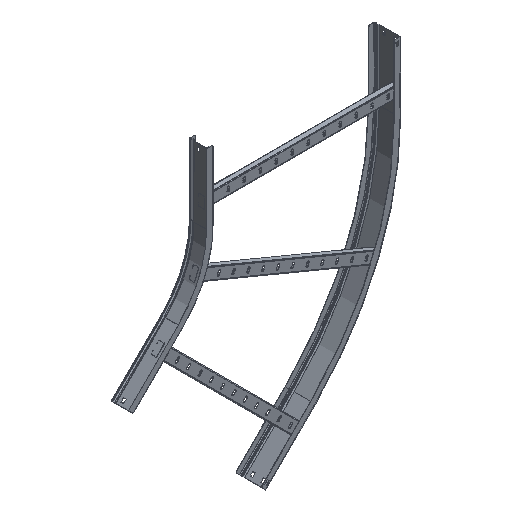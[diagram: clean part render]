
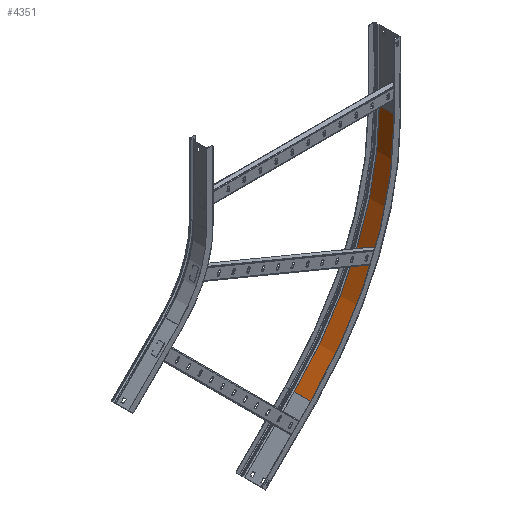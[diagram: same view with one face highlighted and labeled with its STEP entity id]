
A CAD part, isometric view. The second image highlights one B-rep face of the part: STEP entity #4351.
In plain terms, the highlighted cylindrical face has radius 898.8 mm (diameter 1797.6 mm), a partial arc.
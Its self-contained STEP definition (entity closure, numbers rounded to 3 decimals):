
#30 = CYLINDRICAL_SURFACE ( 'NONE', #4661, 898.8 ) ;
#736 = VERTEX_POINT ( 'NONE', #5821 ) ;
#1263 = CARTESIAN_POINT ( 'NONE',  ( 0., 1.2, 0. ) ) ;
#1343 = EDGE_CURVE ( 'NONE', #2455, #1440, #2169, .T. ) ;
#1440 = VERTEX_POINT ( 'NONE', #4340 ) ;
#1670 = ORIENTED_EDGE ( 'NONE', *, *, #1739, .T. ) ;
#1721 = ORIENTED_EDGE ( 'NONE', *, *, #4632, .F. ) ;
#1739 = EDGE_CURVE ( 'NONE', #1440, #7487, #4437, .T. ) ;
#1926 = EDGE_CURVE ( 'NONE', #736, #7487, #7871, .T. ) ;
#2169 = CIRCLE ( 'NONE', #5800, 898.8 ) ;
#2419 = DIRECTION ( 'NONE',  ( 0., -1., 0. ) ) ;
#2455 = VERTEX_POINT ( 'NONE', #5462 ) ;
#3190 = DIRECTION ( 'NONE',  ( 0., 0., 1. ) ) ;
#3249 = CARTESIAN_POINT ( 'NONE',  ( 898.8, 0., 0. ) ) ;
#3758 = EDGE_LOOP ( 'NONE', ( #1670, #4323, #1721, #7781 ) ) ;
#4323 = ORIENTED_EDGE ( 'NONE', *, *, #1926, .F. ) ;
#4340 = CARTESIAN_POINT ( 'NONE',  ( 898.8, 1.2, 0. ) ) ;
#4351 = ADVANCED_FACE ( 'NONE', ( #7610 ), #30, .F. ) ;
#4382 = AXIS2_PLACEMENT_3D ( 'NONE', #8205, #2419, #6256 ) ;
#4437 = LINE ( 'NONE', #3249, #5008 ) ;
#4632 = EDGE_CURVE ( 'NONE', #2455, #736, #7605, .T. ) ;
#4661 = AXIS2_PLACEMENT_3D ( 'NONE', #7657, #8260, #6945 ) ;
#4786 = DIRECTION ( 'NONE',  ( 0., 1., 0. ) ) ;
#5008 = VECTOR ( 'NONE', #8362, 1000. ) ;
#5462 = CARTESIAN_POINT ( 'NONE',  ( 635.548, 1.2, -635.548 ) ) ;
#5601 = CARTESIAN_POINT ( 'NONE',  ( 898.8, 64.965, 0. ) ) ;
#5800 = AXIS2_PLACEMENT_3D ( 'NONE', #1263, #7145, #3190 ) ;
#5821 = CARTESIAN_POINT ( 'NONE',  ( 635.548, 64.965, -635.548 ) ) ;
#6256 = DIRECTION ( 'NONE',  ( 0., 0., -1. ) ) ;
#6681 = CARTESIAN_POINT ( 'NONE',  ( 635.548, 2.2, -635.548 ) ) ;
#6945 = DIRECTION ( 'NONE',  ( 0., 0., 1. ) ) ;
#7145 = DIRECTION ( 'NONE',  ( 0., -1., 0. ) ) ;
#7487 = VERTEX_POINT ( 'NONE', #5601 ) ;
#7605 = LINE ( 'NONE', #6681, #8224 ) ;
#7610 = FACE_OUTER_BOUND ( 'NONE', #3758, .T. ) ;
#7657 = CARTESIAN_POINT ( 'NONE',  ( 0., 0., 0. ) ) ;
#7781 = ORIENTED_EDGE ( 'NONE', *, *, #1343, .T. ) ;
#7871 = CIRCLE ( 'NONE', #4382, 898.8 ) ;
#8205 = CARTESIAN_POINT ( 'NONE',  ( 0., 64.965, 0. ) ) ;
#8224 = VECTOR ( 'NONE', #4786, 1000. ) ;
#8260 = DIRECTION ( 'NONE',  ( 0., 1., 0. ) ) ;
#8362 = DIRECTION ( 'NONE',  ( 0., 1., 0. ) ) ;
